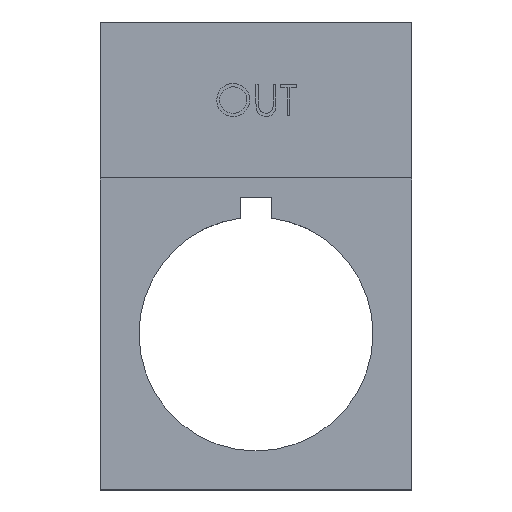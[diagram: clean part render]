
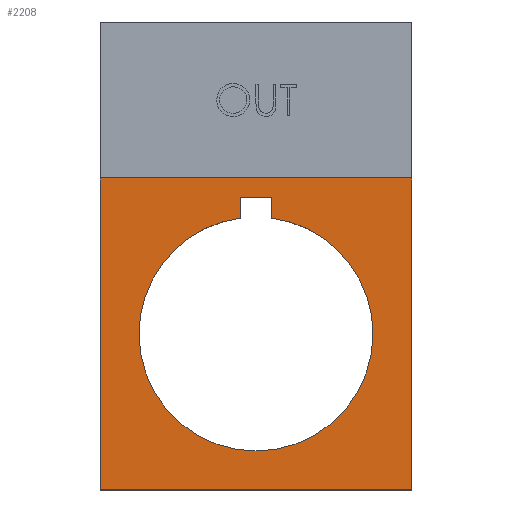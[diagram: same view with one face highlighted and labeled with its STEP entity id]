
A CAD part, top view. The second image highlights one B-rep face of the part: STEP entity #2208.
In plain terms, the highlighted planar face has unit normal (0, 0, 1).
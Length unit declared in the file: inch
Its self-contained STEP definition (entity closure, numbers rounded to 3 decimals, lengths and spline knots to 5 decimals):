
#153 = CARTESIAN_POINT ( 'NONE',  ( -0.59055, 0.59055, 0.01969 ) ) ;
#167 = ORIENTED_EDGE ( 'NONE', *, *, #2471, .T. ) ;
#169 = CARTESIAN_POINT ( 'NONE',  ( 0.59055, -0.59055, 0.01969 ) ) ;
#210 = VERTEX_POINT ( 'NONE', #2465 ) ;
#276 = DIRECTION ( 'NONE',  ( -1., 0., 0. ) ) ;
#322 = CARTESIAN_POINT ( 'NONE',  ( 0.05906, 0.43896, 0.01969 ) ) ;
#328 = DIRECTION ( 'NONE',  ( 0., 0., -1. ) ) ;
#338 = VECTOR ( 'NONE', #276, 39.37008 ) ;
#438 = ORIENTED_EDGE ( 'NONE', *, *, #614, .T. ) ;
#456 = VECTOR ( 'NONE', #1933, 39.37008 ) ;
#474 = EDGE_CURVE ( 'NONE', #210, #2107, #1061, .T. ) ;
#518 = FACE_OUTER_BOUND ( 'NONE', #856, .T. ) ;
#551 = CARTESIAN_POINT ( 'NONE',  ( 0., 0., 0.01969 ) ) ;
#556 = CARTESIAN_POINT ( 'NONE',  ( 0.05906, 0.5177, 0.01969 ) ) ;
#558 = AXIS2_PLACEMENT_3D ( 'NONE', #551, #2154, #2642 ) ;
#563 = FACE_BOUND ( 'NONE', #794, .T. ) ;
#609 = DIRECTION ( 'NONE',  ( 0., 1., 0. ) ) ;
#613 = VERTEX_POINT ( 'NONE', #1504 ) ;
#614 = EDGE_CURVE ( 'NONE', #2107, #2297, #2024, .T. ) ;
#652 = EDGE_CURVE ( 'NONE', #613, #847, #2819, .T. ) ;
#771 = B_SPLINE_CURVE_WITH_KNOTS ( 'NONE', 3,
 ( #2980, #1545, #1305, #153 ),
 .UNSPECIFIED., .F., .F.,
 ( 4, 4 ),
 ( 0., 1. ),
 .UNSPECIFIED. ) ;
#789 = CARTESIAN_POINT ( 'NONE',  ( -0.05906, 0.5177, 0.01969 ) ) ;
#794 = EDGE_LOOP ( 'NONE', ( #1146, #438, #1443, #2714, #862, #167 ) ) ;
#803 = DIRECTION ( 'NONE',  ( 0., -1., 0. ) ) ;
#807 = CIRCLE ( 'NONE', #1941, 0.44291 ) ;
#847 = VERTEX_POINT ( 'NONE', #2978 ) ;
#856 = EDGE_LOOP ( 'NONE', ( #1069, #2353, #1460, #2373 ) ) ;
#862 = ORIENTED_EDGE ( 'NONE', *, *, #1810, .T. ) ;
#878 = VECTOR ( 'NONE', #609, 39.37008 ) ;
#893 = DIRECTION ( 'NONE',  ( 1., 0., 0. ) ) ;
#896 = VERTEX_POINT ( 'NONE', #2786 ) ;
#1061 = LINE ( 'NONE', #556, #456 ) ;
#1069 = ORIENTED_EDGE ( 'NONE', *, *, #2770, .F. ) ;
#1139 = DIRECTION ( 'NONE',  ( 0., 0., -1. ) ) ;
#1146 = ORIENTED_EDGE ( 'NONE', *, *, #474, .T. ) ;
#1165 = VECTOR ( 'NONE', #1489, 39.37008 ) ;
#1279 = LINE ( 'NONE', #789, #1165 ) ;
#1305 = CARTESIAN_POINT ( 'NONE',  ( -0.19685, 0.59055, 0.01969 ) ) ;
#1317 = CIRCLE ( 'NONE', #1915, 0.44291 ) ;
#1443 = ORIENTED_EDGE ( 'NONE', *, *, #1976, .T. ) ;
#1460 = ORIENTED_EDGE ( 'NONE', *, *, #2363, .T. ) ;
#1465 = VECTOR ( 'NONE', #2757, 39.37008 ) ;
#1489 = DIRECTION ( 'NONE',  ( 0., 1., 0. ) ) ;
#1504 = CARTESIAN_POINT ( 'NONE',  ( -0.59055, -0.59055, 0.01969 ) ) ;
#1545 = CARTESIAN_POINT ( 'NONE',  ( 0.19685, 0.59055, 0.01969 ) ) ;
#1641 = EDGE_CURVE ( 'NONE', #896, #2795, #2706, .T. ) ;
#1661 = AXIS2_PLACEMENT_3D ( 'NONE', #2444, #2173, #2159 ) ;
#1669 = CARTESIAN_POINT ( 'NONE',  ( -0.59055, -0.59055, 0.01969 ) ) ;
#1748 = CARTESIAN_POINT ( 'NONE',  ( 0., 0., 0.01969 ) ) ;
#1810 = EDGE_CURVE ( 'NONE', #2795, #2082, #1317, .T. ) ;
#1827 = CARTESIAN_POINT ( 'NONE',  ( 0.05906, 0.5177, 0.01969 ) ) ;
#1891 = CARTESIAN_POINT ( 'NONE',  ( -0.44291, 0., 0.01969 ) ) ;
#1915 = AXIS2_PLACEMENT_3D ( 'NONE', #1748, #328, #1956 ) ;
#1928 = LINE ( 'NONE', #1669, #338 ) ;
#1933 = DIRECTION ( 'NONE',  ( 1., 0., 0. ) ) ;
#1941 = AXIS2_PLACEMENT_3D ( 'NONE', #3064, #1139, #893 ) ;
#1956 = DIRECTION ( 'NONE',  ( 1., 0., 0. ) ) ;
#1976 = EDGE_CURVE ( 'NONE', #2297, #896, #807, .T. ) ;
#2024 = LINE ( 'NONE', #2934, #2976 ) ;
#2082 = VERTEX_POINT ( 'NONE', #2100 ) ;
#2094 = LINE ( 'NONE', #2270, #1465 ) ;
#2100 = CARTESIAN_POINT ( 'NONE',  ( -0.05906, 0.43896, 0.01969 ) ) ;
#2107 = VERTEX_POINT ( 'NONE', #1827 ) ;
#2154 = DIRECTION ( 'NONE',  ( 0., 0., -1. ) ) ;
#2159 = DIRECTION ( 'NONE',  ( 1., 0., 0. ) ) ;
#2166 = CARTESIAN_POINT ( 'NONE',  ( 0.59055, 0.59055, 0.01969 ) ) ;
#2173 = DIRECTION ( 'NONE',  ( 0., 0., 1. ) ) ;
#2184 = PLANE ( 'NONE',  #1661 ) ;
#2208 = ADVANCED_FACE ( 'NONE', ( #563, #518 ), #2184, .T. ) ;
#2270 = CARTESIAN_POINT ( 'NONE',  ( 0.59055, -0.59055, 0.01969 ) ) ;
#2297 = VERTEX_POINT ( 'NONE', #322 ) ;
#2353 = ORIENTED_EDGE ( 'NONE', *, *, #2430, .F. ) ;
#2363 = EDGE_CURVE ( 'NONE', #2498, #847, #771, .T. ) ;
#2373 = ORIENTED_EDGE ( 'NONE', *, *, #652, .F. ) ;
#2430 = EDGE_CURVE ( 'NONE', #2498, #2455, #2094, .T. ) ;
#2444 = CARTESIAN_POINT ( 'NONE',  ( 0., 0.29528, 0.01969 ) ) ;
#2455 = VERTEX_POINT ( 'NONE', #169 ) ;
#2465 = CARTESIAN_POINT ( 'NONE',  ( -0.05906, 0.5177, 0.01969 ) ) ;
#2471 = EDGE_CURVE ( 'NONE', #2082, #210, #1279, .T. ) ;
#2498 = VERTEX_POINT ( 'NONE', #2166 ) ;
#2642 = DIRECTION ( 'NONE',  ( 1., 0., 0. ) ) ;
#2696 = CARTESIAN_POINT ( 'NONE',  ( -0.59055, 1.1811, 0.01969 ) ) ;
#2706 = CIRCLE ( 'NONE', #558, 0.44291 ) ;
#2714 = ORIENTED_EDGE ( 'NONE', *, *, #1641, .T. ) ;
#2757 = DIRECTION ( 'NONE',  ( 0., -1., 0. ) ) ;
#2770 = EDGE_CURVE ( 'NONE', #2455, #613, #1928, .T. ) ;
#2786 = CARTESIAN_POINT ( 'NONE',  ( 0.44291, 0., 0.01969 ) ) ;
#2795 = VERTEX_POINT ( 'NONE', #1891 ) ;
#2819 = LINE ( 'NONE', #2696, #878 ) ;
#2934 = CARTESIAN_POINT ( 'NONE',  ( 0.05906, 0.43896, 0.01969 ) ) ;
#2976 = VECTOR ( 'NONE', #803, 39.37008 ) ;
#2978 = CARTESIAN_POINT ( 'NONE',  ( -0.59055, 0.59055, 0.01969 ) ) ;
#2980 = CARTESIAN_POINT ( 'NONE',  ( 0.59055, 0.59055, 0.01969 ) ) ;
#3064 = CARTESIAN_POINT ( 'NONE',  ( 0., 0., 0.01969 ) ) ;
